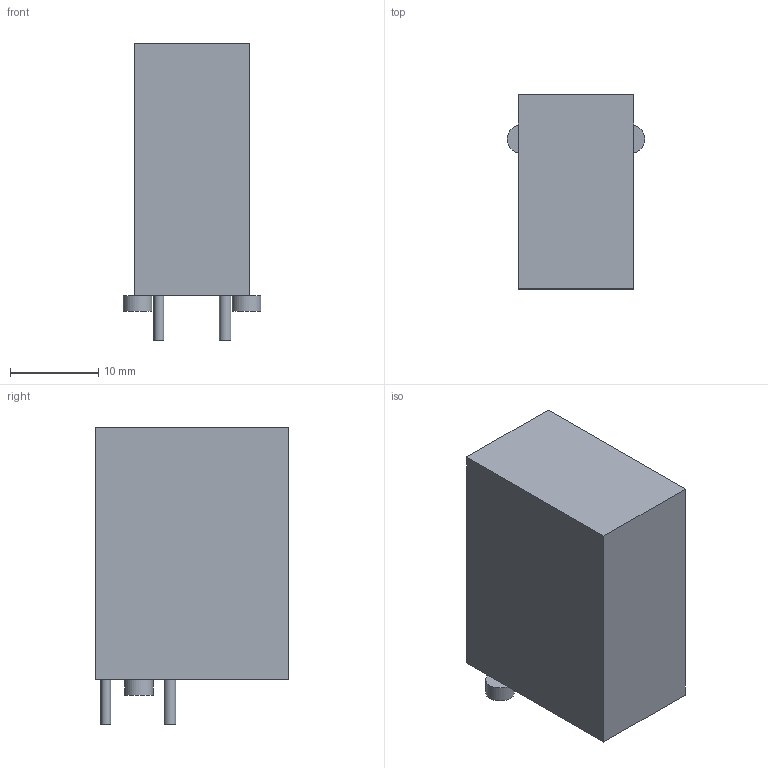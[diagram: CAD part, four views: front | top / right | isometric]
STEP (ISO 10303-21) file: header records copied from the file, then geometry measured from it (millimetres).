
FILE_DESCRIPTION(('FreeCAD Model'),'2;1');
FILE_NAME('1316163.1.2.stp','2020-04-10T03:30:16',( 'Author'),(''),'Open CASCADE STEP processor 6.9','FreeCAD','Unknown' );
FILE_SCHEMA(('AUTOMOTIVE_DESIGN { 1 0 10303 214 1 1 1 1 }'));
Length unit declared in the file: millimetre
Products named in the file (4): ASSEMBLY; Body; Lugs; Leads
Assembly tree (11 placements, depth 2):
  ASSEMBLY
    Body
    Lugs  x5
    Leads  x5
Bounding box: 15.55 x 21.9 x 33.6 mm (x, y, z)
Volume: 8345.6 mm3; surface area: 3221.1 mm2
Topology: 26 solids, 26 shells, 81 faces, 87 edges, 58 vertices
Faces by surface type: plane 56, cylinder 25
Full cylindrical faces by diameter (mm): 1.1 x10, 1.3 x5, 3.25 x10
Entity records: 959 total; most frequent: DIRECTION 157, CARTESIAN_POINT 132, LINE 61, VECTOR 61, ORIENTED_EDGE 54, PCURVE 54, DEFINITIONAL_REPRESENTATION 54, AXIS2_PLACEMENT_3D 43
